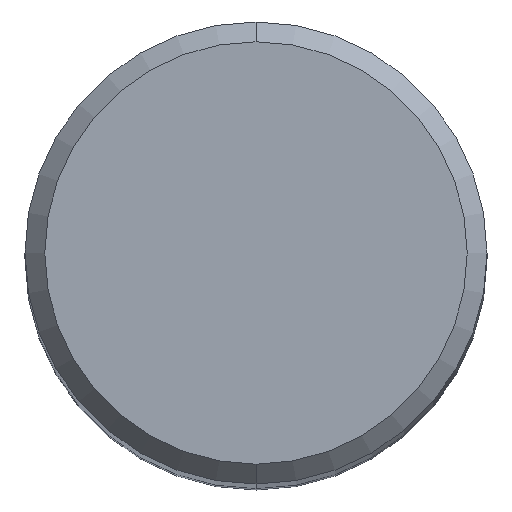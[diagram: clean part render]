
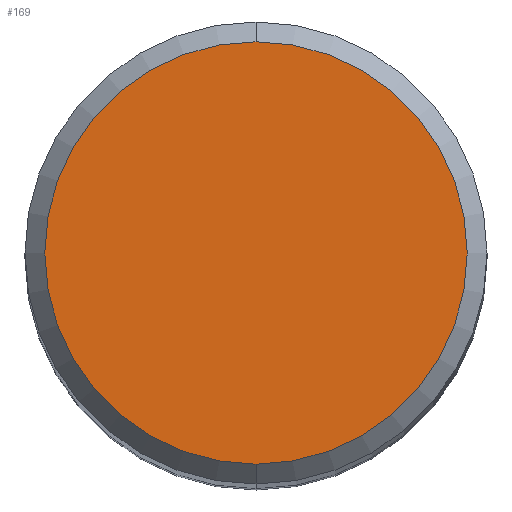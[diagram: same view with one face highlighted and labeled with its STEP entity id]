
A CAD part, top view. The second image highlights one B-rep face of the part: STEP entity #169.
In plain terms, the highlighted planar face has unit normal (0, 0, 1).
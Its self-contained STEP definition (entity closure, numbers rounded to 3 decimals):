
#169=ADVANCED_FACE('',(#445),#446,.T.);
#217=VERTEX_POINT('',#497);
#223=EDGE_CURVE('',#385,#217,#503,.T.);
#319=EDGE_CURVE('',#217,#385,#609,.T.);
#385=VERTEX_POINT('',#686);
#445=FACE_OUTER_BOUND('',#738,.T.);
#446=PLANE('',#739);
#497=CARTESIAN_POINT('',(0.0,6.4,0.0));
#503=CIRCLE('',#866,6.4);
#609=CIRCLE('',#1137,6.4);
#686=CARTESIAN_POINT('',(0.,-6.4,0.0));
#738=EDGE_LOOP('',(#1386,#1387));
#739=AXIS2_PLACEMENT_3D('',#1388,#1389,#1390);
#866=AXIS2_PLACEMENT_3D('',#1443,#1444,#1445);
#1137=AXIS2_PLACEMENT_3D('',#1555,#1556,#1557);
#1386=ORIENTED_EDGE('',*,*,#319,.F.);
#1387=ORIENTED_EDGE('',*,*,#223,.F.);
#1388=CARTESIAN_POINT('',(0.0,3.2,0.0));
#1389=DIRECTION('',(-0.0,0.0,1.0));
#1390=DIRECTION('',(0.0,-1.0,0.0));
#1443=CARTESIAN_POINT('',(0.0,0.0,0.0));
#1444=DIRECTION('',(0.0,0.0,-1.0));
#1445=DIRECTION('',(0.0,1.0,0.0));
#1555=CARTESIAN_POINT('',(0.0,0.0,0.0));
#1556=DIRECTION('',(0.0,0.0,-1.0));
#1557=DIRECTION('',(0.0,1.0,0.0));
